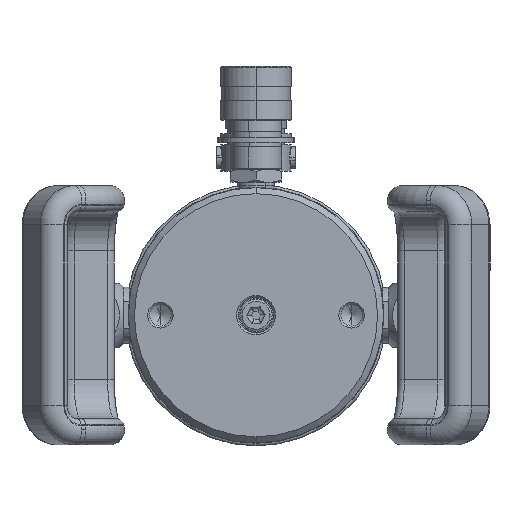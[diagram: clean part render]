
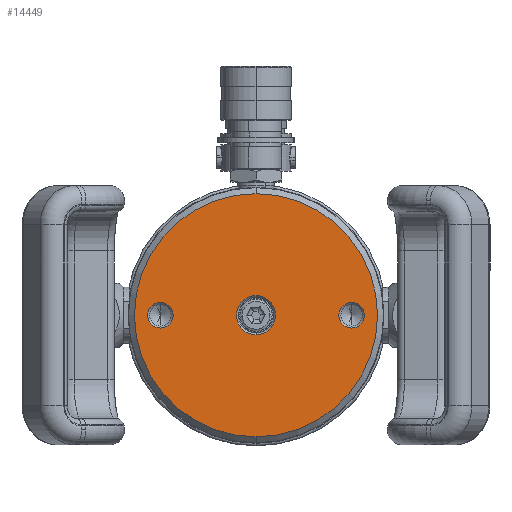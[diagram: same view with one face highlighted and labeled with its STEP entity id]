
A CAD part, front view. The second image highlights one B-rep face of the part: STEP entity #14449.
In plain terms, the highlighted planar face has unit normal (0, -1, 0).
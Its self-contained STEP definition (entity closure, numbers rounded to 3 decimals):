
#1507 = ORIENTED_EDGE ( 'NONE', *, *, #58242, .F. ) ;
#2906 = VERTEX_POINT ( 'NONE', #22067 ) ;
#4329 = AXIS2_PLACEMENT_3D ( 'NONE', #5088, #35370, #50136 ) ;
#4664 = DIRECTION ( 'NONE',  ( 0., -1., 0. ) ) ;
#5088 = CARTESIAN_POINT ( 'NONE',  ( 0., 0., 0. ) ) ;
#5112 = VERTEX_POINT ( 'NONE', #41956 ) ;
#5233 = AXIS2_PLACEMENT_3D ( 'NONE', #51941, #61900, #41384 ) ;
#6761 = CARTESIAN_POINT ( 'NONE',  ( 0., 0., 0. ) ) ;
#7170 = CARTESIAN_POINT ( 'NONE',  ( -47.6, 0., -6.35 ) ) ;
#8103 = CARTESIAN_POINT ( 'NONE',  ( 47.6, 0., 0. ) ) ;
#8814 = VERTEX_POINT ( 'NONE', #21680 ) ;
#8925 = ORIENTED_EDGE ( 'NONE', *, *, #21847, .T. ) ;
#9221 = EDGE_LOOP ( 'NONE', ( #1507, #58841 ) ) ;
#9230 = CARTESIAN_POINT ( 'NONE',  ( -47.6, 0., 0. ) ) ;
#9384 = VERTEX_POINT ( 'NONE', #7170 ) ;
#9584 = AXIS2_PLACEMENT_3D ( 'NONE', #9230, #4664, #9901 ) ;
#9901 = DIRECTION ( 'NONE',  ( 0., 0., -1. ) ) ;
#10430 = FACE_BOUND ( 'NONE', #15153, .T. ) ;
#10936 = CIRCLE ( 'NONE', #56953, 6.35 ) ;
#12170 = CARTESIAN_POINT ( 'NONE',  ( 47.6, 0., 6.35 ) ) ;
#12545 = CIRCLE ( 'NONE', #39354, 60.5 ) ;
#12739 = VERTEX_POINT ( 'NONE', #25888 ) ;
#13826 = CARTESIAN_POINT ( 'NONE',  ( 0., 0., 0. ) ) ;
#14449 = ADVANCED_FACE ( 'NONE', ( #10430, #48616, #25292, #49384 ), #42093, .F. ) ;
#15153 = EDGE_LOOP ( 'NONE', ( #28503, #42744 ) ) ;
#16602 = CIRCLE ( 'NONE', #54203, 6.35 ) ;
#19275 = DIRECTION ( 'NONE',  ( 0., -1., 0. ) ) ;
#19290 = DIRECTION ( 'NONE',  ( 0., 0., -1. ) ) ;
#20242 = EDGE_CURVE ( 'NONE', #49092, #9384, #63112, .T. ) ;
#21155 = ORIENTED_EDGE ( 'NONE', *, *, #60341, .T. ) ;
#21680 = CARTESIAN_POINT ( 'NONE',  ( 0., 0., 60.5 ) ) ;
#21847 = EDGE_CURVE ( 'NONE', #2906, #5112, #22354, .T. ) ;
#22067 = CARTESIAN_POINT ( 'NONE',  ( 0., 0., 9.75 ) ) ;
#22354 = CIRCLE ( 'NONE', #59737, 9.75 ) ;
#24109 = DIRECTION ( 'NONE',  ( 0., -1., 0. ) ) ;
#25292 = FACE_BOUND ( 'NONE', #46060, .T. ) ;
#25888 = CARTESIAN_POINT ( 'NONE',  ( 0., 0., -60.5 ) ) ;
#28395 = EDGE_LOOP ( 'NONE', ( #21155, #37484 ) ) ;
#28503 = ORIENTED_EDGE ( 'NONE', *, *, #31712, .F. ) ;
#29046 = EDGE_CURVE ( 'NONE', #34324, #42343, #10936, .T. ) ;
#29745 = CARTESIAN_POINT ( 'NONE',  ( 47.6, 0., 0. ) ) ;
#31712 = EDGE_CURVE ( 'NONE', #42343, #34324, #16602, .T. ) ;
#33592 = CARTESIAN_POINT ( 'NONE',  ( -47.6, 0., 6.35 ) ) ;
#33879 = DIRECTION ( 'NONE',  ( 0., -1., 0. ) ) ;
#34324 = VERTEX_POINT ( 'NONE', #12170 ) ;
#35370 = DIRECTION ( 'NONE',  ( 0., 1., 0. ) ) ;
#37484 = ORIENTED_EDGE ( 'NONE', *, *, #52556, .T. ) ;
#38707 = EDGE_CURVE ( 'NONE', #5112, #2906, #58623, .T. ) ;
#39057 = CIRCLE ( 'NONE', #5233, 60.5 ) ;
#39354 = AXIS2_PLACEMENT_3D ( 'NONE', #13826, #19275, #48670 ) ;
#41384 = DIRECTION ( 'NONE',  ( 0., 0., 1. ) ) ;
#41700 = DIRECTION ( 'NONE',  ( 0., 0., 1. ) ) ;
#41956 = CARTESIAN_POINT ( 'NONE',  ( 0., 0., -9.75 ) ) ;
#42093 = PLANE ( 'NONE',  #63033 ) ;
#42343 = VERTEX_POINT ( 'NONE', #54161 ) ;
#42744 = ORIENTED_EDGE ( 'NONE', *, *, #29046, .F. ) ;
#45140 = CIRCLE ( 'NONE', #62022, 6.35 ) ;
#46060 = EDGE_LOOP ( 'NONE', ( #60838, #8925 ) ) ;
#47977 = DIRECTION ( 'NONE',  ( 0., 0., -1. ) ) ;
#48194 = DIRECTION ( 'NONE',  ( 0., -1., 0. ) ) ;
#48616 = FACE_BOUND ( 'NONE', #9221, .T. ) ;
#48670 = DIRECTION ( 'NONE',  ( 0., 0., 1. ) ) ;
#48897 = CARTESIAN_POINT ( 'NONE',  ( -47.6, 0., 0. ) ) ;
#49092 = VERTEX_POINT ( 'NONE', #33592 ) ;
#49093 = DIRECTION ( 'NONE',  ( 0., 0., -1. ) ) ;
#49384 = FACE_OUTER_BOUND ( 'NONE', #28395, .T. ) ;
#50136 = DIRECTION ( 'NONE',  ( 0., 0., 1. ) ) ;
#51364 = CARTESIAN_POINT ( 'NONE',  ( -8.75, 0., 0. ) ) ;
#51941 = CARTESIAN_POINT ( 'NONE',  ( 0., 0., 0. ) ) ;
#52556 = EDGE_CURVE ( 'NONE', #12739, #8814, #39057, .T. ) ;
#54161 = CARTESIAN_POINT ( 'NONE',  ( 47.6, 0., -6.35 ) ) ;
#54203 = AXIS2_PLACEMENT_3D ( 'NONE', #29745, #33879, #49093 ) ;
#56582 = DIRECTION ( 'NONE',  ( 0., 1., 0. ) ) ;
#56953 = AXIS2_PLACEMENT_3D ( 'NONE', #8103, #48194, #47977 ) ;
#58242 = EDGE_CURVE ( 'NONE', #9384, #49092, #45140, .T. ) ;
#58623 = CIRCLE ( 'NONE', #4329, 9.75 ) ;
#58841 = ORIENTED_EDGE ( 'NONE', *, *, #20242, .F. ) ;
#59737 = AXIS2_PLACEMENT_3D ( 'NONE', #6761, #61605, #41700 ) ;
#60341 = EDGE_CURVE ( 'NONE', #8814, #12739, #12545, .T. ) ;
#60838 = ORIENTED_EDGE ( 'NONE', *, *, #38707, .T. ) ;
#61605 = DIRECTION ( 'NONE',  ( 0., 1., 0. ) ) ;
#61900 = DIRECTION ( 'NONE',  ( 0., -1., 0. ) ) ;
#61989 = DIRECTION ( 'NONE',  ( 0., 0., 1. ) ) ;
#62022 = AXIS2_PLACEMENT_3D ( 'NONE', #48897, #24109, #19290 ) ;
#63033 = AXIS2_PLACEMENT_3D ( 'NONE', #51364, #56582, #61989 ) ;
#63112 = CIRCLE ( 'NONE', #9584, 6.35 ) ;
